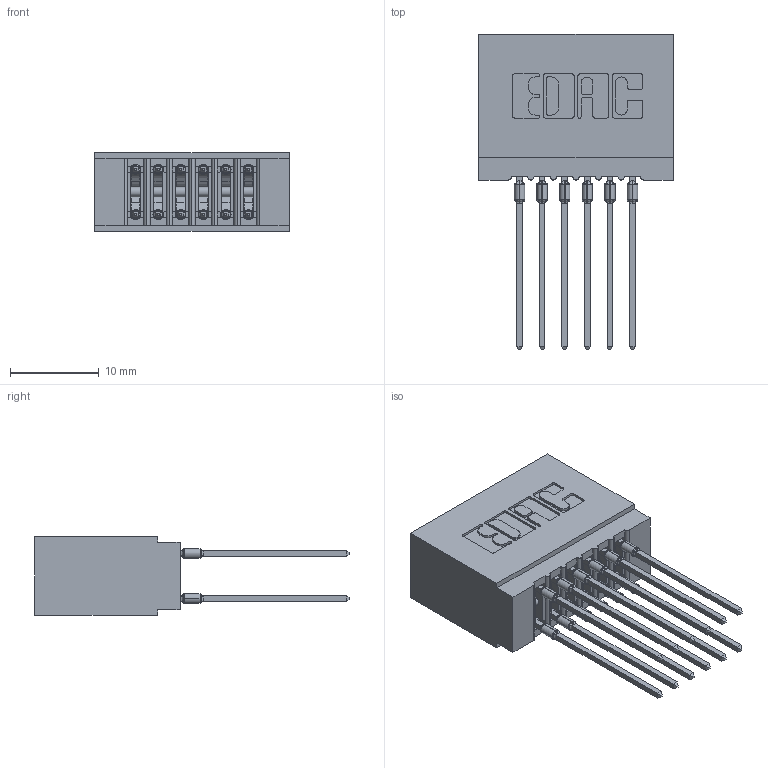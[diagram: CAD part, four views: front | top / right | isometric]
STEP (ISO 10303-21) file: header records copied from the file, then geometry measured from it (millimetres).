
FILE_DESCRIPTION (( 'STEP AP203' ), '1' );
FILE_NAME ('745-012-541-201.STEP', '2026-02-26T15:50:47', ( '' ), ( '' ), 'SwSTEP 2.0', 'SolidWorks 2023', '' );
FILE_SCHEMA (( 'CONFIG_CONTROL_DESIGN' ));
Length unit declared in the file: millimetre
Products named in the file (3): 745 Part_Insulator Option - 01; 745-012-541-201; 745-292-001_541
Assembly tree (13 placements, depth 2):
  745-012-541-201
    745 Part_Insulator Option - 01
    745-292-001_541  x12
Bounding box: 21.84 x 35.45 x 8.89 mm (x, y, z)
Volume: 2244.1 mm3; surface area: 3966.1 mm2
Topology: 13 solids, 13 shells, 1169 faces, 3144 edges, 1984 vertices
Faces by surface type: plane 607, cylinder 250, bspline 240, torus 72
Entity records: 15016 total; most frequent: CARTESIAN_POINT 3119, ORIENTED_EDGE 2482, DIRECTION 2199, EDGE_CURVE 1241, LINE 1023, VECTOR 1023, VERTEX_POINT 796, AXIS2_PLACEMENT_3D 588
